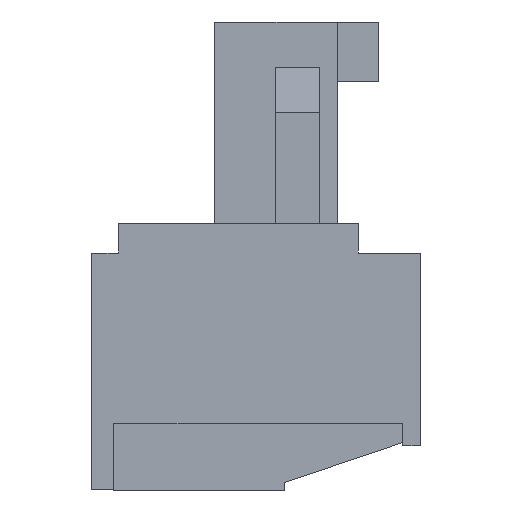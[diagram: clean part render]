
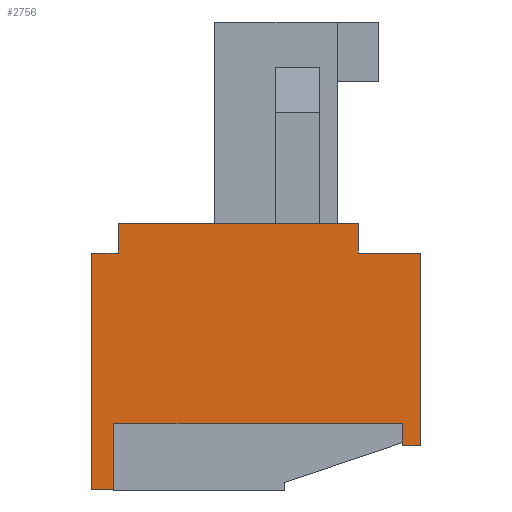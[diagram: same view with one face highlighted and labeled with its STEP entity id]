
A CAD part, left-side view. The second image highlights one B-rep face of the part: STEP entity #2756.
In plain terms, the highlighted planar face has unit normal (-1, 0, 0).
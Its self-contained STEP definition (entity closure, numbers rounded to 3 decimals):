
#2756 = ADVANCED_FACE( '', ( #6161 ), #6162, .F. );
#6161 = FACE_OUTER_BOUND( '', #10425, .T. );
#6162 = PLANE( '', #10426 );
#10425 = EDGE_LOOP( '', ( #17421, #17422, #17423, #17424, #17425, #17426, #17427, #17428, #17429, #17430, #17431, #17432 ) );
#10426 = AXIS2_PLACEMENT_3D( '', #17433, #17434, #17435 );
#17421 = ORIENTED_EDGE( '', *, *, #27646, .F. );
#17422 = ORIENTED_EDGE( '', *, *, #25366, .F. );
#17423 = ORIENTED_EDGE( '', *, *, #26275, .F. );
#17424 = ORIENTED_EDGE( '', *, *, #25299, .F. );
#17425 = ORIENTED_EDGE( '', *, *, #27647, .F. );
#17426 = ORIENTED_EDGE( '', *, *, #26772, .F. );
#17427 = ORIENTED_EDGE( '', *, *, #27648, .F. );
#17428 = ORIENTED_EDGE( '', *, *, #26418, .F. );
#17429 = ORIENTED_EDGE( '', *, *, #25778, .F. );
#17430 = ORIENTED_EDGE( '', *, *, #27649, .F. );
#17431 = ORIENTED_EDGE( '', *, *, #27650, .F. );
#17432 = ORIENTED_EDGE( '', *, *, #26050, .F. );
#17433 = CARTESIAN_POINT( '', ( -32.385, 0., 0. ) );
#17434 = DIRECTION( '', ( 1., 0., 0. ) );
#17435 = DIRECTION( '', ( 0., 0., -1. ) );
#25299 = EDGE_CURVE( '', #30096, #30094, #30098, .T. );
#25366 = EDGE_CURVE( '', #30216, #30218, #30219, .T. );
#25778 = EDGE_CURVE( '', #30969, #30971, #30972, .T. );
#26050 = EDGE_CURVE( '', #31457, #31459, #31460, .T. );
#26275 = EDGE_CURVE( '', #30094, #30216, #31843, .T. );
#26418 = EDGE_CURVE( '', #30971, #32083, #32084, .T. );
#26772 = EDGE_CURVE( '', #32670, #32671, #32672, .T. );
#27646 = EDGE_CURVE( '', #30218, #31457, #34031, .T. );
#27647 = EDGE_CURVE( '', #32671, #30096, #34032, .T. );
#27648 = EDGE_CURVE( '', #32083, #32670, #34033, .T. );
#27649 = EDGE_CURVE( '', #34034, #30969, #34035, .T. );
#27650 = EDGE_CURVE( '', #31459, #34034, #34036, .T. );
#30094 = VERTEX_POINT( '', #37178 );
#30096 = VERTEX_POINT( '', #37181 );
#30098 = LINE( '', #37184, #37185 );
#30216 = VERTEX_POINT( '', #37353 );
#30218 = VERTEX_POINT( '', #37356 );
#30219 = LINE( '', #37357, #37358 );
#30969 = VERTEX_POINT( '', #38432 );
#30971 = VERTEX_POINT( '', #38435 );
#30972 = LINE( '', #38436, #38437 );
#31457 = VERTEX_POINT( '', #39124 );
#31459 = VERTEX_POINT( '', #39127 );
#31460 = LINE( '', #39128, #39129 );
#31843 = LINE( '', #39680, #39681 );
#32083 = VERTEX_POINT( '', #40025 );
#32084 = LINE( '', #40026, #40027 );
#32670 = VERTEX_POINT( '', #40905 );
#32671 = VERTEX_POINT( '', #40906 );
#32672 = LINE( '', #40907, #40908 );
#34031 = LINE( '', #42896, #42897 );
#34032 = LINE( '', #42898, #42899 );
#34033 = LINE( '', #42900, #42901 );
#34034 = VERTEX_POINT( '', #42902 );
#34035 = LINE( '', #42903, #42904 );
#34036 = LINE( '', #42905, #42906 );
#37178 = CARTESIAN_POINT( '', ( -32.385, 4.05, 5. ) );
#37181 = CARTESIAN_POINT( '', ( -32.385, 4.05, 4. ) );
#37184 = CARTESIAN_POINT( '', ( -32.385, 4.05, 4. ) );
#37185 = VECTOR( '', #47176, 1000. );
#37353 = CARTESIAN_POINT( '', ( -32.385, -4.05, 5. ) );
#37356 = CARTESIAN_POINT( '', ( -32.385, -4.05, 4. ) );
#37357 = CARTESIAN_POINT( '', ( -32.385, -4.05, 5. ) );
#37358 = VECTOR( '', #47234, 1000. );
#38432 = CARTESIAN_POINT( '', ( -32.385, -5.55, -1.75 ) );
#38435 = CARTESIAN_POINT( '', ( -32.385, 4.2, -1.75 ) );
#38436 = CARTESIAN_POINT( '', ( -32.385, -5.55, -1.75 ) );
#38437 = VECTOR( '', #47629, 1000. );
#39124 = CARTESIAN_POINT( '', ( -32.385, -6.15, 4. ) );
#39127 = CARTESIAN_POINT( '', ( -32.385, -6.15, -2.5 ) );
#39128 = CARTESIAN_POINT( '', ( -32.385, -6.15, 4. ) );
#39129 = VECTOR( '', #47917, 1000. );
#39680 = CARTESIAN_POINT( '', ( -32.385, 4.05, 5. ) );
#39681 = VECTOR( '', #48144, 1000. );
#40025 = CARTESIAN_POINT( '', ( -32.385, 4.2, -4. ) );
#40026 = CARTESIAN_POINT( '', ( -32.385, 4.2, -1.75 ) );
#40027 = VECTOR( '', #48285, 1000. );
#40905 = CARTESIAN_POINT( '', ( -32.385, 4.95, -4. ) );
#40906 = CARTESIAN_POINT( '', ( -32.385, 4.95, 4. ) );
#40907 = CARTESIAN_POINT( '', ( -32.385, 4.95, -4. ) );
#40908 = VECTOR( '', #48611, 1000. );
#42896 = CARTESIAN_POINT( '', ( -32.385, -4.05, 4. ) );
#42897 = VECTOR( '', #49394, 1000. );
#42898 = CARTESIAN_POINT( '', ( -32.385, 4.95, 4. ) );
#42899 = VECTOR( '', #49395, 1000. );
#42900 = CARTESIAN_POINT( '', ( -32.385, 4.2, -4. ) );
#42901 = VECTOR( '', #49396, 1000. );
#42902 = CARTESIAN_POINT( '', ( -32.385, -5.55, -2.5 ) );
#42903 = CARTESIAN_POINT( '', ( -32.385, -5.55, -2.5 ) );
#42904 = VECTOR( '', #49397, 1000. );
#42905 = CARTESIAN_POINT( '', ( -32.385, -6.15, -2.5 ) );
#42906 = VECTOR( '', #49398, 1000. );
#47176 = DIRECTION( '', ( 0., 0., 1. ) );
#47234 = DIRECTION( '', ( 0., 0., -1. ) );
#47629 = DIRECTION( '', ( 0., 1., 0. ) );
#47917 = DIRECTION( '', ( 0., 0., -1. ) );
#48144 = DIRECTION( '', ( 0., -1., 0. ) );
#48285 = DIRECTION( '', ( 0., 0., -1. ) );
#48611 = DIRECTION( '', ( 0., 0., 1. ) );
#49394 = DIRECTION( '', ( 0., -1., 0. ) );
#49395 = DIRECTION( '', ( 0., -1., 0. ) );
#49396 = DIRECTION( '', ( 0., 1., 0. ) );
#49397 = DIRECTION( '', ( 0., 0., 1. ) );
#49398 = DIRECTION( '', ( 0., 1., 0. ) );
